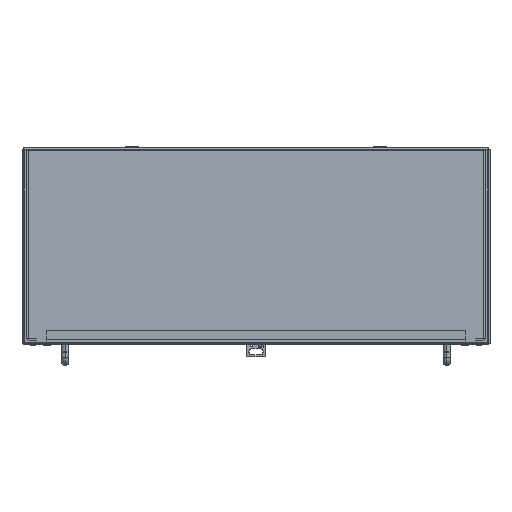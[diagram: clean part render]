
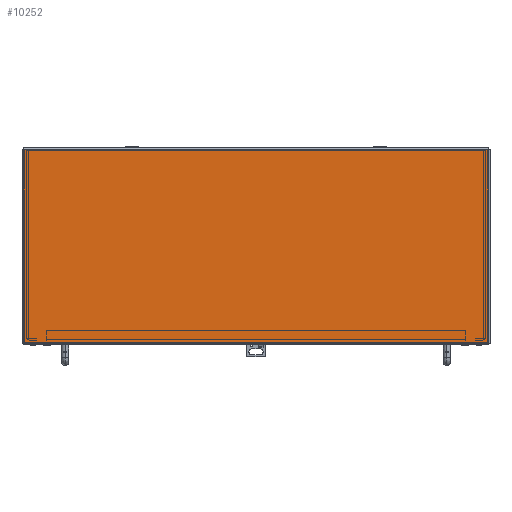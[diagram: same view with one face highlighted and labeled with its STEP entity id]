
A CAD part, top view. The second image highlights one B-rep face of the part: STEP entity #10252.
In plain terms, the highlighted planar face has unit normal (0, 0, 1).
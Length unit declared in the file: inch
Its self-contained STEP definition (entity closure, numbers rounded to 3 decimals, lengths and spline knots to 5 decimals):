
#878 = CARTESIAN_POINT ( 'NONE',  ( 12.1515, -0.036, 15.036 ) ) ;
#2111 = VERTEX_POINT ( 'NONE', #13313 ) ;
#2386 = CARTESIAN_POINT ( 'NONE',  ( -12.1515, -10.142, 15.036 ) ) ;
#4114 = VERTEX_POINT ( 'NONE', #15682 ) ;
#5094 = EDGE_CURVE ( 'NONE', #12439, #4114, #20621, .T. ) ;
#5944 = EDGE_CURVE ( 'NONE', #4114, #16038, #17924, .T. ) ;
#6103 = EDGE_LOOP ( 'NONE', ( #13543, #20152, #11875, #21439 ) ) ;
#7024 = VECTOR ( 'NONE', #17804, 39.37008 ) ;
#8061 = VECTOR ( 'NONE', #14397, 39.37008 ) ;
#9430 = CARTESIAN_POINT ( 'NONE',  ( 12.1515, -10.142, 15.036 ) ) ;
#10252 = ADVANCED_FACE ( 'NONE', ( #13378 ), #12131, .T. ) ;
#11264 = CARTESIAN_POINT ( 'NONE',  ( -12.1515, -0.036, 15.036 ) ) ;
#11497 = AXIS2_PLACEMENT_3D ( 'NONE', #17042, #16426, #21333 ) ;
#11875 = ORIENTED_EDGE ( 'NONE', *, *, #13602, .F. ) ;
#12131 = PLANE ( 'NONE',  #11497 ) ;
#12346 = CARTESIAN_POINT ( 'NONE',  ( -12.1515, -10.142, 15.036 ) ) ;
#12439 = VERTEX_POINT ( 'NONE', #2386 ) ;
#13313 = CARTESIAN_POINT ( 'NONE',  ( 12.1515, -10.142, 15.036 ) ) ;
#13378 = FACE_OUTER_BOUND ( 'NONE', #6103, .T. ) ;
#13543 = ORIENTED_EDGE ( 'NONE', *, *, #5094, .F. ) ;
#13602 = EDGE_CURVE ( 'NONE', #16038, #2111, #15850, .T. ) ;
#14394 = VECTOR ( 'NONE', #16077, 39.37008 ) ;
#14397 = DIRECTION ( 'NONE',  ( 0., 1., 0. ) ) ;
#15682 = CARTESIAN_POINT ( 'NONE',  ( -12.1515, -0.036, 15.036 ) ) ;
#15850 = LINE ( 'NONE', #878, #18545 ) ;
#16038 = VERTEX_POINT ( 'NONE', #19566 ) ;
#16077 = DIRECTION ( 'NONE',  ( -1., 0., 0. ) ) ;
#16359 = DIRECTION ( 'NONE',  ( 0., -1., 0. ) ) ;
#16426 = DIRECTION ( 'NONE',  ( 0., 0., 1. ) ) ;
#17042 = CARTESIAN_POINT ( 'NONE',  ( 12.1515, -0.036, 15.036 ) ) ;
#17224 = EDGE_CURVE ( 'NONE', #2111, #12439, #19795, .T. ) ;
#17804 = DIRECTION ( 'NONE',  ( 1., 0., 0. ) ) ;
#17924 = LINE ( 'NONE', #11264, #7024 ) ;
#18545 = VECTOR ( 'NONE', #16359, 39.37008 ) ;
#19566 = CARTESIAN_POINT ( 'NONE',  ( 12.1515, -0.036, 15.036 ) ) ;
#19795 = LINE ( 'NONE', #9430, #14394 ) ;
#20152 = ORIENTED_EDGE ( 'NONE', *, *, #17224, .F. ) ;
#20621 = LINE ( 'NONE', #12346, #8061 ) ;
#21333 = DIRECTION ( 'NONE',  ( -1., 0., 0. ) ) ;
#21439 = ORIENTED_EDGE ( 'NONE', *, *, #5944, .F. ) ;
